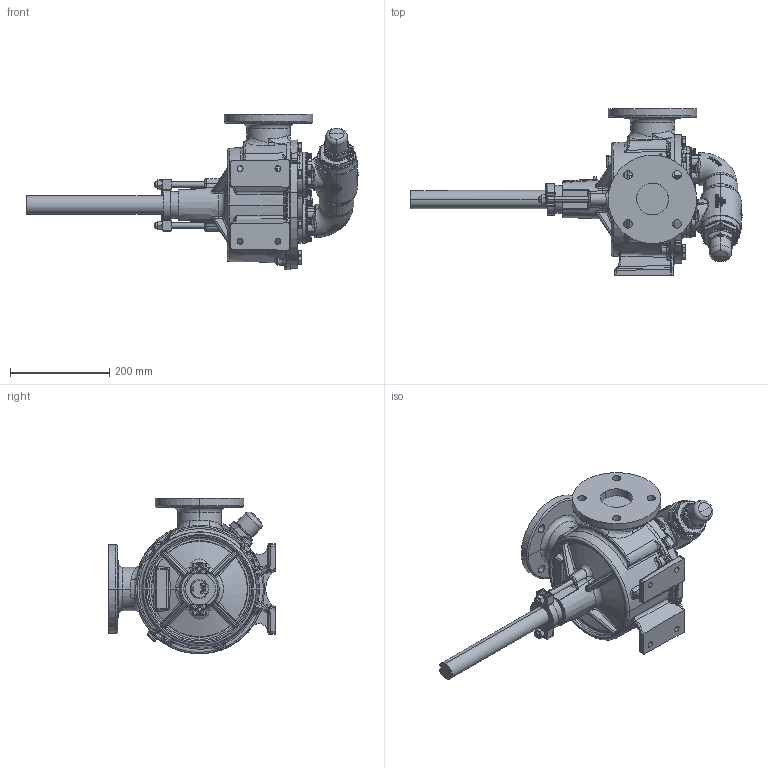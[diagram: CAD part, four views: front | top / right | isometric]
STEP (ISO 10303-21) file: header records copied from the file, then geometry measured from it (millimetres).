
FILE_DESCRIPTION (( 'STEP AP214' ), '1' );
FILE_NAME ('LQ32.STEP', '2016-12-16T14:23:58', ( '' ), ( '' ), 'SwSTEP 2.0', 'SolidWorks 2016', '' );
FILE_SCHEMA (( 'AUTOMOTIVE_DESIGN' ));
Length unit declared in the file: inch
Products named in the file (2): LQ32
Bounding box: 668.03 x 335.03 x 312.92 mm (x, y, z)
Volume: 10164881.3 mm3; surface area: 573004.5 mm2
Topology: 1 solids, 1 shells, 2790 faces, 7099 edges, 4359 vertices
Faces by surface type: plane 928, bspline 805, cylinder 480, cone 259, torus 236, sphere 82
Entity records: 149415 total; most frequent: CARTESIAN_POINT 73624, ORIENTED_EDGE 14070, DIRECTION 10386, EDGE_CURVE 7035, VERTEX_POINT 4359, AXIS2_PLACEMENT_3D 4128, EDGE_LOOP 2954, FACE_OUTER_BOUND 2790
